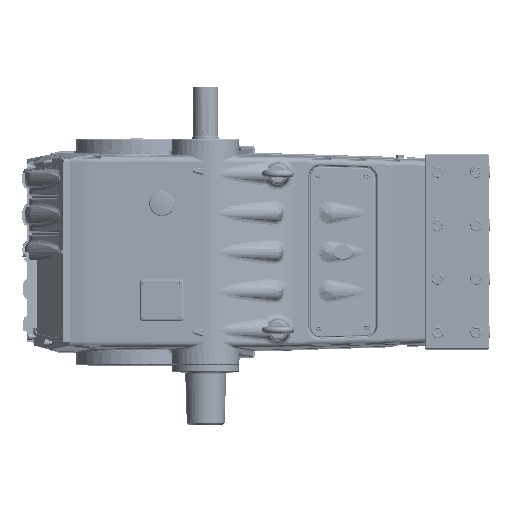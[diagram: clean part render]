
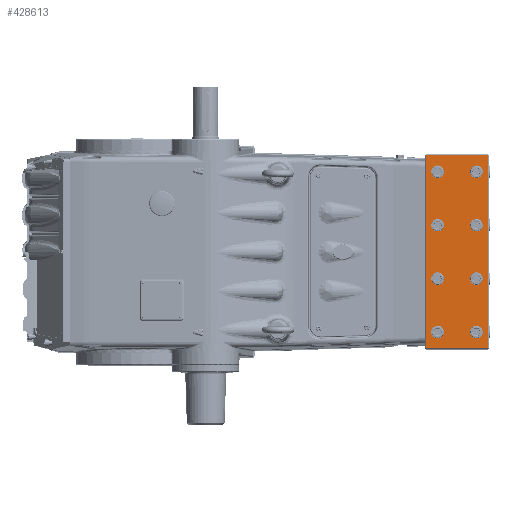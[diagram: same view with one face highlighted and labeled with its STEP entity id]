
A CAD part, top view. The second image highlights one B-rep face of the part: STEP entity #428613.
In plain terms, the highlighted planar face has unit normal (0, 0, 1).
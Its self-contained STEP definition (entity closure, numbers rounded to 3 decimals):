
#425619=CARTESIAN_POINT('',(417.,346.5,30.5));
#425620=VERTEX_POINT('',#425619);
#425633=CARTESIAN_POINT('',(294.,346.5,30.5));
#425634=VERTEX_POINT('',#425633);
#425641=CARTESIAN_POINT('',(417.,346.5,30.5));
#425642=DIRECTION('',(-1.0,0.0,0.0));
#425643=VECTOR('',#425642,123.0);
#425644=LINE('',#425641,#425643);
#425645=EDGE_CURVE('',#425620,#425634,#425644,.T.);
#425845=CARTESIAN_POINT('',(304.5,314.0,30.5));
#425846=VERTEX_POINT('',#425845);
#425853=CARTESIAN_POINT('',(329.5,314.0,30.5));
#425854=VERTEX_POINT('',#425853);
#425855=CARTESIAN_POINT('',(317.,314.0,30.5));
#425856=DIRECTION('',(0.,0.,1.0));
#425857=DIRECTION('',(-1.0,0.,0.));
#425858=AXIS2_PLACEMENT_3D('',#425855,#425856,#425857);
#425859=CIRCLE('',#425858,12.5);
#425860=EDGE_CURVE('',#425846,#425854,#425859,.T.);
#425862=CARTESIAN_POINT('',(317.,314.0,30.5));
#425863=DIRECTION('',(0.,0.,1.0));
#425864=DIRECTION('',(-1.0,0.,0.));
#425865=AXIS2_PLACEMENT_3D('',#425862,#425863,#425864);
#425866=CIRCLE('',#425865,12.5);
#425867=EDGE_CURVE('',#425854,#425846,#425866,.T.);
#425896=CARTESIAN_POINT('',(381.5,314.,30.5));
#425897=VERTEX_POINT('',#425896);
#425904=CARTESIAN_POINT('',(406.5,314.,30.5));
#425905=VERTEX_POINT('',#425904);
#425906=CARTESIAN_POINT('',(394.,314.,30.5));
#425907=DIRECTION('',(0.,0.,1.0));
#425908=DIRECTION('',(-1.0,0.,0.));
#425909=AXIS2_PLACEMENT_3D('',#425906,#425907,#425908);
#425910=CIRCLE('',#425909,12.5);
#425911=EDGE_CURVE('',#425897,#425905,#425910,.T.);
#425913=CARTESIAN_POINT('',(394.,314.,30.5));
#425914=DIRECTION('',(0.,0.,1.0));
#425915=DIRECTION('',(-1.0,0.,0.));
#425916=AXIS2_PLACEMENT_3D('',#425913,#425914,#425915);
#425917=CIRCLE('',#425916,12.5);
#425918=EDGE_CURVE('',#425905,#425897,#425917,.T.);
#425947=CARTESIAN_POINT('',(304.5,208.,30.5));
#425948=VERTEX_POINT('',#425947);
#425955=CARTESIAN_POINT('',(329.5,208.,30.5));
#425956=VERTEX_POINT('',#425955);
#425957=CARTESIAN_POINT('',(317.0,208.,30.5));
#425958=DIRECTION('',(0.,0.,1.0));
#425959=DIRECTION('',(-1.0,0.,0.));
#425960=AXIS2_PLACEMENT_3D('',#425957,#425958,#425959);
#425961=CIRCLE('',#425960,12.5);
#425962=EDGE_CURVE('',#425948,#425956,#425961,.T.);
#425964=CARTESIAN_POINT('',(317.0,208.,30.5));
#425965=DIRECTION('',(0.,0.,1.0));
#425966=DIRECTION('',(-1.0,0.,0.));
#425967=AXIS2_PLACEMENT_3D('',#425964,#425965,#425966);
#425968=CIRCLE('',#425967,12.5);
#425969=EDGE_CURVE('',#425956,#425948,#425968,.T.);
#425998=CARTESIAN_POINT('',(381.5,208.,30.5));
#425999=VERTEX_POINT('',#425998);
#426006=CARTESIAN_POINT('',(406.5,208.,30.5));
#426007=VERTEX_POINT('',#426006);
#426008=CARTESIAN_POINT('',(394.,208.,30.5));
#426009=DIRECTION('',(0.,0.,1.0));
#426010=DIRECTION('',(-1.0,0.,0.));
#426011=AXIS2_PLACEMENT_3D('',#426008,#426009,#426010);
#426012=CIRCLE('',#426011,12.5);
#426013=EDGE_CURVE('',#425999,#426007,#426012,.T.);
#426015=CARTESIAN_POINT('',(394.,208.,30.5));
#426016=DIRECTION('',(0.,0.,1.0));
#426017=DIRECTION('',(-1.0,0.,0.));
#426018=AXIS2_PLACEMENT_3D('',#426015,#426016,#426017);
#426019=CIRCLE('',#426018,12.5);
#426020=EDGE_CURVE('',#426007,#425999,#426019,.T.);
#427135=CARTESIAN_POINT('',(417.,-36.5,30.5));
#427136=VERTEX_POINT('',#427135);
#427137=CARTESIAN_POINT('',(294.,-36.5,30.5));
#427138=VERTEX_POINT('',#427137);
#427139=CARTESIAN_POINT('',(417.,-36.5,30.5));
#427140=DIRECTION('',(-1.0,0.0,0.0));
#427141=VECTOR('',#427140,123.0);
#427142=LINE('',#427139,#427141);
#427143=EDGE_CURVE('',#427136,#427138,#427142,.T.);
#427377=CARTESIAN_POINT('',(304.5,-4.0,30.5));
#427378=VERTEX_POINT('',#427377);
#427385=CARTESIAN_POINT('',(329.5,-4.,30.5));
#427386=VERTEX_POINT('',#427385);
#427387=CARTESIAN_POINT('',(317.,-4.,30.5));
#427388=DIRECTION('',(0.,0.,-1.0));
#427389=DIRECTION('',(-1.0,0.,0.));
#427390=AXIS2_PLACEMENT_3D('',#427387,#427388,#427389);
#427391=CIRCLE('',#427390,12.5);
#427392=EDGE_CURVE('',#427386,#427378,#427391,.T.);
#427394=CARTESIAN_POINT('',(317.,-4.,30.5));
#427395=DIRECTION('',(0.,0.,-1.0));
#427396=DIRECTION('',(-1.0,0.,0.));
#427397=AXIS2_PLACEMENT_3D('',#427394,#427395,#427396);
#427398=CIRCLE('',#427397,12.5);
#427399=EDGE_CURVE('',#427378,#427386,#427398,.T.);
#427428=CARTESIAN_POINT('',(381.5,-4.,30.5));
#427429=VERTEX_POINT('',#427428);
#427436=CARTESIAN_POINT('',(406.5,-4.,30.5));
#427437=VERTEX_POINT('',#427436);
#427438=CARTESIAN_POINT('',(394.,-4.,30.5));
#427439=DIRECTION('',(0.,0.,-1.0));
#427440=DIRECTION('',(-1.0,0.,0.));
#427441=AXIS2_PLACEMENT_3D('',#427438,#427439,#427440);
#427442=CIRCLE('',#427441,12.5);
#427443=EDGE_CURVE('',#427437,#427429,#427442,.T.);
#427445=CARTESIAN_POINT('',(394.,-4.,30.5));
#427446=DIRECTION('',(0.,0.,-1.0));
#427447=DIRECTION('',(-1.0,0.,0.));
#427448=AXIS2_PLACEMENT_3D('',#427445,#427446,#427447);
#427449=CIRCLE('',#427448,12.5);
#427450=EDGE_CURVE('',#427429,#427437,#427449,.T.);
#427479=CARTESIAN_POINT('',(304.5,102.,30.5));
#427480=VERTEX_POINT('',#427479);
#427487=CARTESIAN_POINT('',(329.5,102.,30.5));
#427488=VERTEX_POINT('',#427487);
#427489=CARTESIAN_POINT('',(317.,102.,30.5));
#427490=DIRECTION('',(0.,0.,-1.0));
#427491=DIRECTION('',(-1.0,0.,0.));
#427492=AXIS2_PLACEMENT_3D('',#427489,#427490,#427491);
#427493=CIRCLE('',#427492,12.5);
#427494=EDGE_CURVE('',#427488,#427480,#427493,.T.);
#427496=CARTESIAN_POINT('',(317.,102.,30.5));
#427497=DIRECTION('',(0.,0.,-1.0));
#427498=DIRECTION('',(-1.0,0.,0.));
#427499=AXIS2_PLACEMENT_3D('',#427496,#427497,#427498);
#427500=CIRCLE('',#427499,12.5);
#427501=EDGE_CURVE('',#427480,#427488,#427500,.T.);
#427530=CARTESIAN_POINT('',(381.5,102.,30.5));
#427531=VERTEX_POINT('',#427530);
#427538=CARTESIAN_POINT('',(406.5,102.,30.5));
#427539=VERTEX_POINT('',#427538);
#427540=CARTESIAN_POINT('',(394.,102.,30.5));
#427541=DIRECTION('',(0.,0.,-1.0));
#427542=DIRECTION('',(-1.0,0.,0.));
#427543=AXIS2_PLACEMENT_3D('',#427540,#427541,#427542);
#427544=CIRCLE('',#427543,12.5);
#427545=EDGE_CURVE('',#427539,#427531,#427544,.T.);
#427547=CARTESIAN_POINT('',(394.,102.,30.5));
#427548=DIRECTION('',(0.,0.,-1.0));
#427549=DIRECTION('',(-1.0,0.,0.));
#427550=AXIS2_PLACEMENT_3D('',#427547,#427548,#427549);
#427551=CIRCLE('',#427550,12.5);
#427552=EDGE_CURVE('',#427531,#427539,#427551,.T.);
#428532=CARTESIAN_POINT('',(294.,346.5,30.5));
#428533=DIRECTION('',(0.0,-1.0,0.0));
#428534=VECTOR('',#428533,383.0);
#428535=LINE('',#428532,#428534);
#428536=EDGE_CURVE('',#425634,#427138,#428535,.T.);
#428561=CARTESIAN_POINT('',(417.,346.5,30.5));
#428562=DIRECTION('',(0.0,-1.0,0.0));
#428563=VECTOR('',#428562,383.0);
#428564=LINE('',#428561,#428563);
#428565=EDGE_CURVE('',#425620,#427136,#428564,.T.);
#428570=CARTESIAN_POINT('',(417.,-36.5,30.5));
#428571=DIRECTION('',(0.0,0.0,-1.0));
#428572=DIRECTION('',(-1.0,0.0,0.0));
#428573=AXIS2_PLACEMENT_3D('',#428570,#428571,#428572);
#428574=PLANE('',#428573);
#428575=ORIENTED_EDGE('',*,*,#428565,.F.);
#428576=ORIENTED_EDGE('',*,*,#425645,.T.);
#428577=ORIENTED_EDGE('',*,*,#428536,.T.);
#428578=ORIENTED_EDGE('',*,*,#427143,.F.);
#428579=EDGE_LOOP('',(#428575,#428576,#428577,#428578));
#428580=FACE_OUTER_BOUND('',#428579,.T.);
#428581=ORIENTED_EDGE('',*,*,#425867,.F.);
#428582=ORIENTED_EDGE('',*,*,#425860,.F.);
#428583=EDGE_LOOP('',(#428581,#428582));
#428584=FACE_BOUND('',#428583,.T.);
#428585=ORIENTED_EDGE('',*,*,#425918,.F.);
#428586=ORIENTED_EDGE('',*,*,#425911,.F.);
#428587=EDGE_LOOP('',(#428585,#428586));
#428588=FACE_BOUND('',#428587,.T.);
#428589=ORIENTED_EDGE('',*,*,#425969,.F.);
#428590=ORIENTED_EDGE('',*,*,#425962,.F.);
#428591=EDGE_LOOP('',(#428589,#428590));
#428592=FACE_BOUND('',#428591,.T.);
#428593=ORIENTED_EDGE('',*,*,#426020,.F.);
#428594=ORIENTED_EDGE('',*,*,#426013,.F.);
#428595=EDGE_LOOP('',(#428593,#428594));
#428596=FACE_BOUND('',#428595,.T.);
#428597=ORIENTED_EDGE('',*,*,#427399,.T.);
#428598=ORIENTED_EDGE('',*,*,#427392,.T.);
#428599=EDGE_LOOP('',(#428597,#428598));
#428600=FACE_BOUND('',#428599,.T.);
#428601=ORIENTED_EDGE('',*,*,#427450,.T.);
#428602=ORIENTED_EDGE('',*,*,#427443,.T.);
#428603=EDGE_LOOP('',(#428601,#428602));
#428604=FACE_BOUND('',#428603,.T.);
#428605=ORIENTED_EDGE('',*,*,#427501,.T.);
#428606=ORIENTED_EDGE('',*,*,#427494,.T.);
#428607=EDGE_LOOP('',(#428605,#428606));
#428608=FACE_BOUND('',#428607,.T.);
#428609=ORIENTED_EDGE('',*,*,#427552,.T.);
#428610=ORIENTED_EDGE('',*,*,#427545,.T.);
#428611=EDGE_LOOP('',(#428609,#428610));
#428612=FACE_BOUND('',#428611,.T.);
#428613=ADVANCED_FACE('',(#428580,#428584,#428588,#428592,#428596,#428600,#428604,#428608,#428612),#428574,.F.);
